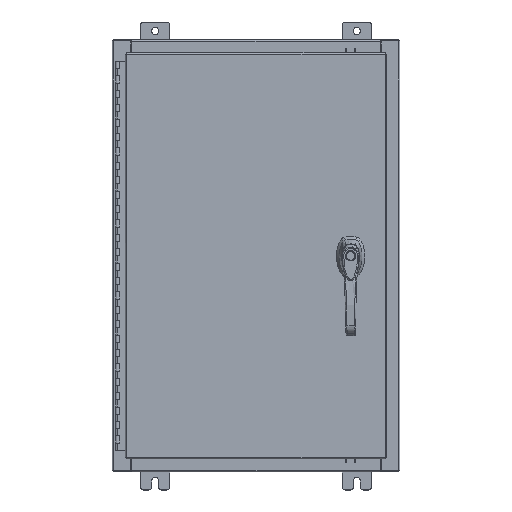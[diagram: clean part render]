
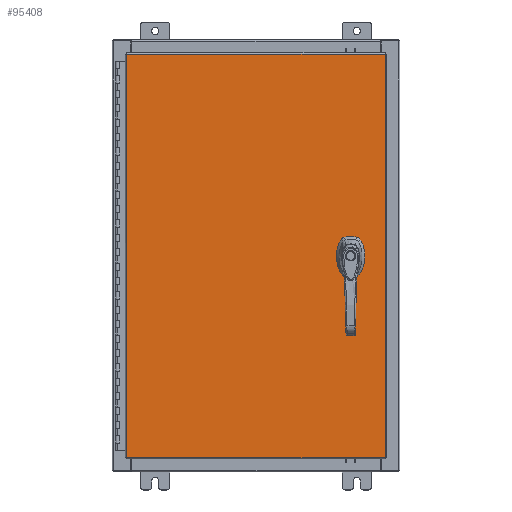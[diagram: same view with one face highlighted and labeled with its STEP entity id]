
A CAD part, top view. The second image highlights one B-rep face of the part: STEP entity #95408.
In plain terms, the highlighted planar face has unit normal (0, 0, 1).
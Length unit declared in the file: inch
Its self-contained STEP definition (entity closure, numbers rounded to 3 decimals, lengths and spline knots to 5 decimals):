
#92 = AXIS2_PLACEMENT_3D ( 'NONE', #82658, #27859, #91804 ) ;
#544 = CARTESIAN_POINT ( 'NONE',  ( 6.77823, 0.403, 0. ) ) ;
#691 = ORIENTED_EDGE ( 'NONE', *, *, #28090, .T. ) ;
#1644 = AXIS2_PLACEMENT_3D ( 'NONE', #43897, #107857, #53075 ) ;
#3075 = CARTESIAN_POINT ( 'NONE',  ( 0., 0.403, 0. ) ) ;
#4623 = VERTEX_POINT ( 'NONE', #43830 ) ;
#7239 = VERTEX_POINT ( 'NONE', #43063 ) ;
#9115 = ORIENTED_EDGE ( 'NONE', *, *, #14921, .T. ) ;
#9915 = CARTESIAN_POINT ( 'NONE',  ( 6.175, 0.20023, 0. ) ) ;
#11913 = DIRECTION ( 'NONE',  ( -1., 0., 0. ) ) ;
#12207 = CARTESIAN_POINT ( 'NONE',  ( -8.9903, 14.0063, 0. ) ) ;
#13212 = FACE_BOUND ( 'NONE', #65849, .T. ) ;
#14921 = EDGE_CURVE ( 'NONE', #85631, #7239, #77626, .T. ) ;
#15693 = LINE ( 'NONE', #12207, #40017 ) ;
#15744 = EDGE_CURVE ( 'NONE', #54691, #48747, #101811, .T. ) ;
#17317 = LINE ( 'NONE', #111252, #87394 ) ;
#19694 = EDGE_CURVE ( 'NONE', #117045, #90565, #102743, .T. ) ;
#23862 = CIRCLE ( 'NONE', #80195, 0.45 ) ;
#24310 = ORIENTED_EDGE ( 'NONE', *, *, #70498, .F. ) ;
#24340 = EDGE_CURVE ( 'NONE', #62204, #54291, #17317, .T. ) ;
#26039 = AXIS2_PLACEMENT_3D ( 'NONE', #72092, #35706, #99696 ) ;
#27643 = CARTESIAN_POINT ( 'NONE',  ( 6.578, 0., 0. ) ) ;
#27859 = DIRECTION ( 'NONE',  ( 0., 0., 1. ) ) ;
#28090 = EDGE_CURVE ( 'NONE', #54291, #54691, #81398, .T. ) ;
#31062 = CARTESIAN_POINT ( 'NONE',  ( 6.37777, -0.403, 0. ) ) ;
#31640 = CARTESIAN_POINT ( 'NONE',  ( 6.578, -1.338, 0. ) ) ;
#33924 = CARTESIAN_POINT ( 'NONE',  ( 6.981, 0., 0. ) ) ;
#35706 = DIRECTION ( 'NONE',  ( 0., 0., -1. ) ) ;
#36673 = CARTESIAN_POINT ( 'NONE',  ( 0., -0.403, 0. ) ) ;
#36841 = DIRECTION ( 'NONE',  ( 1., 0., 0. ) ) ;
#37277 = CIRCLE ( 'NONE', #1644, 0.1715 ) ;
#37427 = CARTESIAN_POINT ( 'NONE',  ( 8.9903, -14.0063, 0. ) ) ;
#37844 = CARTESIAN_POINT ( 'NONE',  ( 6.578, 0., 0. ) ) ;
#38164 = CARTESIAN_POINT ( 'NONE',  ( 8.9903, -14.0063, 0. ) ) ;
#40017 = VECTOR ( 'NONE', #67010, 39.37008 ) ;
#40130 = CIRCLE ( 'NONE', #107537, 0.45 ) ;
#40859 = DIRECTION ( 'NONE',  ( 1., 0., 0. ) ) ;
#43063 = CARTESIAN_POINT ( 'NONE',  ( 6.981, -0.20023, 0. ) ) ;
#43830 = CARTESIAN_POINT ( 'NONE',  ( 6.175, -0.20023, 0. ) ) ;
#43897 = CARTESIAN_POINT ( 'NONE',  ( 6.578, -1.338, 0. ) ) ;
#44626 = ORIENTED_EDGE ( 'NONE', *, *, #78224, .F. ) ;
#44869 = EDGE_LOOP ( 'NONE', ( #62395, #691, #45487, #103139 ) ) ;
#45487 = ORIENTED_EDGE ( 'NONE', *, *, #15744, .T. ) ;
#45591 = VECTOR ( 'NONE', #109932, 39.37008 ) ;
#47082 = DIRECTION ( 'NONE',  ( 1., 0., 0. ) ) ;
#47268 = CARTESIAN_POINT ( 'NONE',  ( 8.9903, 14.0063, 0. ) ) ;
#48747 = VERTEX_POINT ( 'NONE', #105863 ) ;
#50665 = CARTESIAN_POINT ( 'NONE',  ( 6.578, 0., 0. ) ) ;
#53075 = DIRECTION ( 'NONE',  ( 1., 0., 0. ) ) ;
#53214 = VECTOR ( 'NONE', #67573, 39.37008 ) ;
#54224 = VECTOR ( 'NONE', #111392, 39.37008 ) ;
#54291 = VERTEX_POINT ( 'NONE', #37427 ) ;
#54691 = VERTEX_POINT ( 'NONE', #83912 ) ;
#57176 = CIRCLE ( 'NONE', #94510, 0.1715 ) ;
#59292 = EDGE_LOOP ( 'NONE', ( #109755, #96561 ) ) ;
#59871 = DIRECTION ( 'NONE',  ( 1., 0., 0. ) ) ;
#61947 = VECTOR ( 'NONE', #79205, 39.37008 ) ;
#62204 = VERTEX_POINT ( 'NONE', #65488 ) ;
#62395 = ORIENTED_EDGE ( 'NONE', *, *, #24340, .T. ) ;
#64008 = ORIENTED_EDGE ( 'NONE', *, *, #110717, .F. ) ;
#64624 = CIRCLE ( 'NONE', #92, 0.45 ) ;
#64919 = CARTESIAN_POINT ( 'NONE',  ( 6.981, 0.20023, 0. ) ) ;
#65488 = CARTESIAN_POINT ( 'NONE',  ( -8.9903, -14.0063, 0. ) ) ;
#65849 = EDGE_LOOP ( 'NONE', ( #9115, #24310, #64008, #104284, #44626, #104564, #110988, #76810 ) ) ;
#67010 = DIRECTION ( 'NONE',  ( 0., -1., 0. ) ) ;
#67573 = DIRECTION ( 'NONE',  ( -1., 0., 0. ) ) ;
#69512 = DIRECTION ( 'NONE',  ( 0., -1., 0. ) ) ;
#70498 = EDGE_CURVE ( 'NONE', #87689, #7239, #100191, .T. ) ;
#72092 = CARTESIAN_POINT ( 'NONE',  ( 0., 0., 0. ) ) ;
#72741 = LINE ( 'NONE', #36673, #45591 ) ;
#74439 = DIRECTION ( 'NONE',  ( 1., 0., 0. ) ) ;
#75565 = VECTOR ( 'NONE', #11913, 39.37008 ) ;
#75750 = CARTESIAN_POINT ( 'NONE',  ( 6.37777, 0.403, 0. ) ) ;
#76810 = ORIENTED_EDGE ( 'NONE', *, *, #100011, .F. ) ;
#77307 = VERTEX_POINT ( 'NONE', #95621 ) ;
#77626 = LINE ( 'NONE', #33924, #61947 ) ;
#78224 = EDGE_CURVE ( 'NONE', #114619, #4623, #111476, .T. ) ;
#79205 = DIRECTION ( 'NONE',  ( 0., -1., 0. ) ) ;
#79902 = CARTESIAN_POINT ( 'NONE',  ( 6.77823, -0.403, 0. ) ) ;
#80195 = AXIS2_PLACEMENT_3D ( 'NONE', #27643, #91604, #36841 ) ;
#81398 = LINE ( 'NONE', #38164, #54224 ) ;
#82658 = CARTESIAN_POINT ( 'NONE',  ( 6.578, 0., 0. ) ) ;
#83912 = CARTESIAN_POINT ( 'NONE',  ( 8.9903, 14.0063, 0. ) ) ;
#84137 = EDGE_CURVE ( 'NONE', #4623, #95997, #64624, .T. ) ;
#85146 = EDGE_CURVE ( 'NONE', #77307, #111325, #37277, .T. ) ;
#85631 = VERTEX_POINT ( 'NONE', #64919 ) ;
#86155 = FACE_BOUND ( 'NONE', #59292, .T. ) ;
#87394 = VECTOR ( 'NONE', #74439, 39.37008 ) ;
#87546 = CARTESIAN_POINT ( 'NONE',  ( 6.4065, -1.338, 0. ) ) ;
#87689 = VERTEX_POINT ( 'NONE', #79902 ) ;
#90453 = PLANE ( 'NONE',  #26039 ) ;
#90565 = VERTEX_POINT ( 'NONE', #75750 ) ;
#91604 = DIRECTION ( 'NONE',  ( 0., 0., 1. ) ) ;
#91804 = DIRECTION ( 'NONE',  ( 1., 0., 0. ) ) ;
#94510 = AXIS2_PLACEMENT_3D ( 'NONE', #31640, #95616, #40859 ) ;
#95408 = ADVANCED_FACE ( 'NONE', ( #86155, #107702, #13212 ), #90453, .F. ) ;
#95616 = DIRECTION ( 'NONE',  ( 0., 0., 1. ) ) ;
#95621 = CARTESIAN_POINT ( 'NONE',  ( 6.7495, -1.338, 0. ) ) ;
#95997 = VERTEX_POINT ( 'NONE', #31062 ) ;
#96561 = ORIENTED_EDGE ( 'NONE', *, *, #101354, .F. ) ;
#99295 = AXIS2_PLACEMENT_3D ( 'NONE', #37844, #101801, #47082 ) ;
#99696 = DIRECTION ( 'NONE',  ( -1., 0., 0. ) ) ;
#100011 = EDGE_CURVE ( 'NONE', #85631, #117045, #40130, .T. ) ;
#100191 = CIRCLE ( 'NONE', #99295, 0.45 ) ;
#101354 = EDGE_CURVE ( 'NONE', #111325, #77307, #57176, .T. ) ;
#101801 = DIRECTION ( 'NONE',  ( 0., 0., 1. ) ) ;
#101811 = LINE ( 'NONE', #47268, #53214 ) ;
#102743 = LINE ( 'NONE', #3075, #75565 ) ;
#103139 = ORIENTED_EDGE ( 'NONE', *, *, #109074, .T. ) ;
#104284 = ORIENTED_EDGE ( 'NONE', *, *, #84137, .F. ) ;
#104564 = ORIENTED_EDGE ( 'NONE', *, *, #105899, .F. ) ;
#105724 = VECTOR ( 'NONE', #69512, 39.37008 ) ;
#105863 = CARTESIAN_POINT ( 'NONE',  ( -8.9903, 14.0063, 0. ) ) ;
#105899 = EDGE_CURVE ( 'NONE', #90565, #114619, #23862, .T. ) ;
#106707 = CARTESIAN_POINT ( 'NONE',  ( 6.175, 0., 0. ) ) ;
#107537 = AXIS2_PLACEMENT_3D ( 'NONE', #50665, #114627, #59871 ) ;
#107702 = FACE_OUTER_BOUND ( 'NONE', #44869, .T. ) ;
#107857 = DIRECTION ( 'NONE',  ( 0., 0., 1. ) ) ;
#109074 = EDGE_CURVE ( 'NONE', #48747, #62204, #15693, .T. ) ;
#109755 = ORIENTED_EDGE ( 'NONE', *, *, #85146, .F. ) ;
#109932 = DIRECTION ( 'NONE',  ( 1., 0., 0. ) ) ;
#110717 = EDGE_CURVE ( 'NONE', #95997, #87689, #72741, .T. ) ;
#110988 = ORIENTED_EDGE ( 'NONE', *, *, #19694, .F. ) ;
#111252 = CARTESIAN_POINT ( 'NONE',  ( -8.9903, -14.0063, 0. ) ) ;
#111325 = VERTEX_POINT ( 'NONE', #87546 ) ;
#111392 = DIRECTION ( 'NONE',  ( 0., 1., 0. ) ) ;
#111476 = LINE ( 'NONE', #106707, #105724 ) ;
#114619 = VERTEX_POINT ( 'NONE', #9915 ) ;
#114627 = DIRECTION ( 'NONE',  ( 0., 0., 1. ) ) ;
#117045 = VERTEX_POINT ( 'NONE', #544 ) ;
